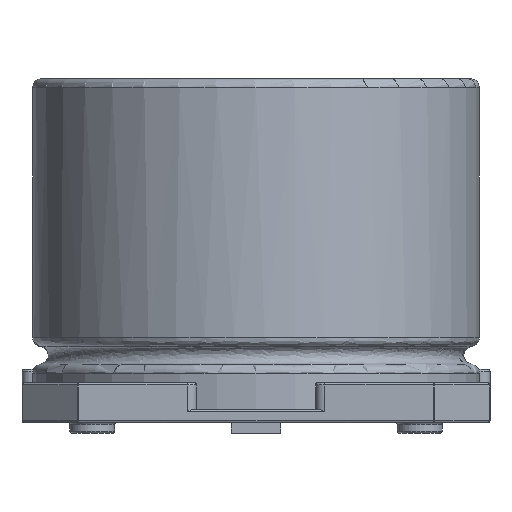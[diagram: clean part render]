
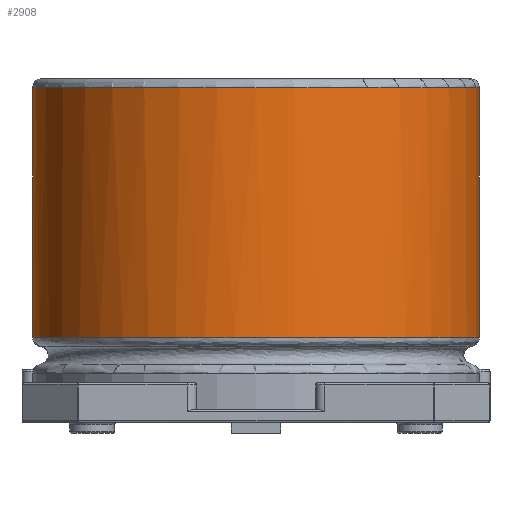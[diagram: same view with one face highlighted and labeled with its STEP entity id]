
A CAD part, left-side view. The second image highlights one B-rep face of the part: STEP entity #2908.
In plain terms, the highlighted cylindrical face has radius 3.15 mm (diameter 6.3 mm), a full revolution.
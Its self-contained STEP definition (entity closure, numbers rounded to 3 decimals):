
#100=CYLINDRICAL_SURFACE('',#3169,3.15);
#237=LINE('',#5575,#373);
#373=VECTOR('',#3784,3.15);
#525=FACE_OUTER_BOUND('',#659,.T.);
#659=EDGE_LOOP('',(#2703,#2704,#2705,#2706,#2707,#2708));
#797=CIRCLE('',#3167,3.15);
#798=CIRCLE('',#3168,3.15);
#802=B_SPLINE_CURVE_WITH_KNOTS('',3,(#3859,#3860,#3861,#3862,#3863,#3864,
#3865),.UNSPECIFIED.,.F.,.F.,(4,1,1,1,4),(-0.944,-0.809,
-0.54,-0.27,0.),
 .UNSPECIFIED.);
#996=B_SPLINE_CURVE_WITH_KNOTS('',3,(#5562,#5563,#5564,#5565,#5566,#5567,
#5568,#5569,#5570,#5571,#5572,#5573,#5574),.UNSPECIFIED.,.F.,.F.,(4,3,3,
3,4),(0.,0.269,0.539,0.809,0.944),
 .UNSPECIFIED.);
#1002=VERTEX_POINT('',#3849);
#1004=VERTEX_POINT('',#3858);
#1359=VERTEX_POINT('',#5556);
#1360=VERTEX_POINT('',#5558);
#1366=EDGE_CURVE('',#1002,#1004,#802,.T.);
#1815=EDGE_CURVE('',#1359,#1360,#797,.T.);
#1816=EDGE_CURVE('',#1360,#1359,#798,.T.);
#1817=EDGE_CURVE('',#1004,#1002,#996,.T.);
#1818=EDGE_CURVE('',#1360,#1004,#237,.T.);
#2703=ORIENTED_EDGE('',*,*,#1366,.F.);
#2704=ORIENTED_EDGE('',*,*,#1817,.F.);
#2705=ORIENTED_EDGE('',*,*,#1818,.F.);
#2706=ORIENTED_EDGE('',*,*,#1815,.F.);
#2707=ORIENTED_EDGE('',*,*,#1816,.F.);
#2708=ORIENTED_EDGE('',*,*,#1818,.T.);
#2908=ADVANCED_FACE('',(#525),#100,.T.);
#3167=AXIS2_PLACEMENT_3D('',#5559,#3778,#3779);
#3168=AXIS2_PLACEMENT_3D('',#5560,#3780,#3781);
#3169=AXIS2_PLACEMENT_3D('',#5561,#3782,#3783);
#3778=DIRECTION('center_axis',(0.,0.,1.));
#3779=DIRECTION('ref_axis',(0.,1.,0.));
#3780=DIRECTION('center_axis',(0.,0.,1.));
#3781=DIRECTION('ref_axis',(0.,1.,0.));
#3782=DIRECTION('center_axis',(0.,0.,1.));
#3783=DIRECTION('ref_axis',(0.,1.,0.));
#3784=DIRECTION('',(0.,0.,-1.));
#3849=CARTESIAN_POINT('',(0.003,3.15,1.349));
#3858=CARTESIAN_POINT('',(0.002,-3.15,1.349));
#3859=CARTESIAN_POINT('Ctrl Pts',(0.003,3.15,
1.349));
#3860=CARTESIAN_POINT('Ctrl Pts',(0.472,3.15,1.349));
#3861=CARTESIAN_POINT('Ctrl Pts',(1.895,2.836,1.349));
#3862=CARTESIAN_POINT('Ctrl Pts',(3.516,0.803,1.349));
#3863=CARTESIAN_POINT('Ctrl Pts',(2.816,-2.25,1.349));
#3864=CARTESIAN_POINT('Ctrl Pts',(0.942,-3.148,1.349));
#3865=CARTESIAN_POINT('Ctrl Pts',(0.005,-3.15,
1.349));
#5556=CARTESIAN_POINT('',(0.,3.15,4.874));
#5558=CARTESIAN_POINT('',(0.,-3.15,4.874));
#5559=CARTESIAN_POINT('Origin',(0.,0.,4.874));
#5560=CARTESIAN_POINT('Origin',(0.,0.,4.874));
#5561=CARTESIAN_POINT('Origin',(0.,0.,0.338));
#5562=CARTESIAN_POINT('Ctrl Pts',(0.,-3.15,
1.349));
#5563=CARTESIAN_POINT('Ctrl Pts',(-0.936,-3.15,
1.349));
#5564=CARTESIAN_POINT('Ctrl Pts',(-1.876,-2.699,1.349));
#5565=CARTESIAN_POINT('Ctrl Pts',(-2.462,-1.966,1.349));
#5566=CARTESIAN_POINT('Ctrl Pts',(-3.05,-1.232,1.349));
#5567=CARTESIAN_POINT('Ctrl Pts',(-3.283,-0.215,
1.349));
#5568=CARTESIAN_POINT('Ctrl Pts',(-3.074,0.702,1.349));
#5569=CARTESIAN_POINT('Ctrl Pts',(-2.866,1.618,1.349));
#5570=CARTESIAN_POINT('Ctrl Pts',(-2.216,2.433,1.349));
#5571=CARTESIAN_POINT('Ctrl Pts',(-1.366,2.842,1.349));
#5572=CARTESIAN_POINT('Ctrl Pts',(-0.942,3.047,1.349));
#5573=CARTESIAN_POINT('Ctrl Pts',(-0.467,3.15,1.349));
#5574=CARTESIAN_POINT('Ctrl Pts',(0.003,3.15,
1.349));
#5575=CARTESIAN_POINT('',(0.,-3.15,0.338));
